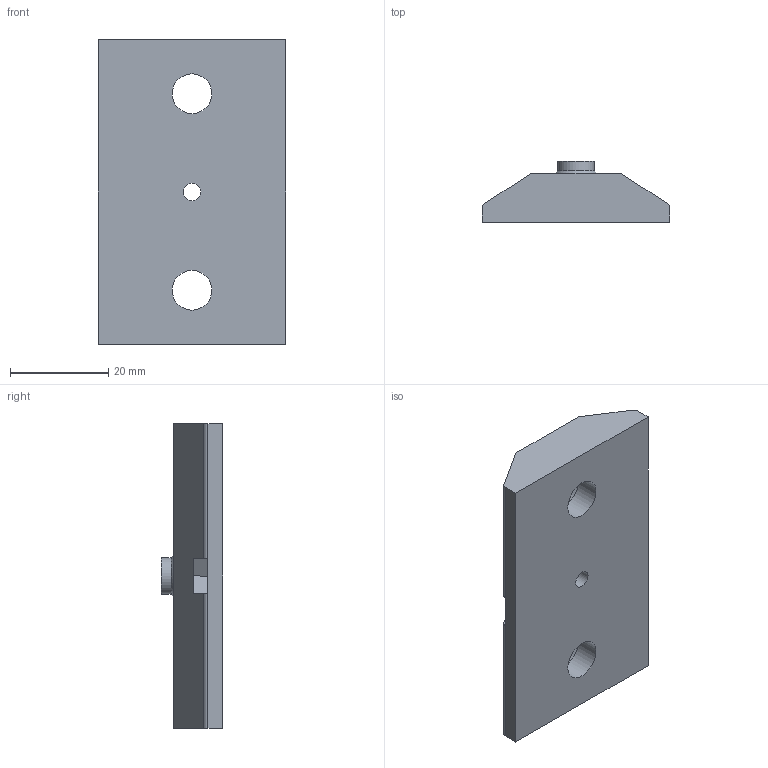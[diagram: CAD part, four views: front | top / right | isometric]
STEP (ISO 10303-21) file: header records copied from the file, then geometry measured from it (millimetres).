
FILE_DESCRIPTION(('FreeCAD Model'),'2;1');
FILE_NAME( 'y-idler-mount-hz.step', '2020-03-16T17:41:37',('Author'),(''), 'Open CASCADE STEP processor 7.3','FreeCAD','Unknown');
FILE_SCHEMA(('AUTOMOTIVE_DESIGN { 1 0 10303 214 1 1 1 1 }'));
Length unit declared in the file: millimetre
Products named in the file (1): y-idler-mount-hz
Bounding box: 38.1 x 12.5 x 62 mm (x, y, z)
Volume: 16352.3 mm3; surface area: 7092.3 mm2
Topology: 1 solids, 1 shells, 42 faces, 104 edges, 65 vertices
Faces by surface type: plane 21, cylinder 10, bspline 6, torus 4, cone 1
Full cylindrical faces by diameter (mm): 3.5 x2, 7.5 x1, 8.1 x2, 17.25 x2
Entity records: 2786 total; most frequent: CARTESIAN_POINT 708, DIRECTION 379, LINE 219, VECTOR 219, ORIENTED_EDGE 208, PCURVE 208, DEFINITIONAL_REPRESENTATION 208, EDGE_CURVE 104
